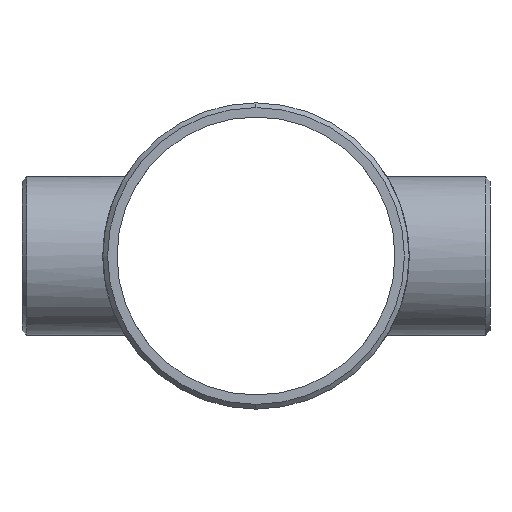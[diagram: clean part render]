
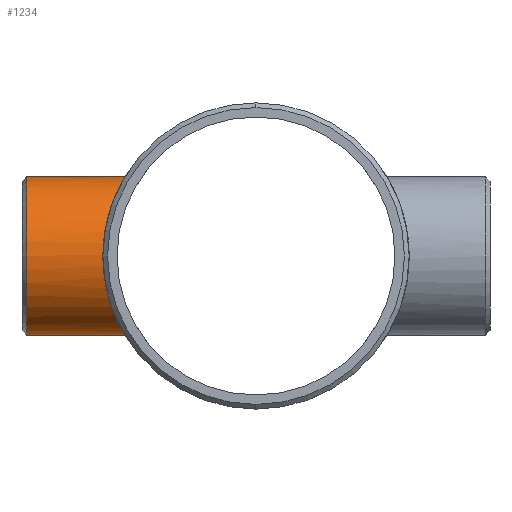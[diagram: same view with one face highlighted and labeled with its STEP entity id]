
A CAD part, left-side view. The second image highlights one B-rep face of the part: STEP entity #1234.
In plain terms, the highlighted cylindrical face has radius 36.576 mm (diameter 73.152 mm), a partial arc.
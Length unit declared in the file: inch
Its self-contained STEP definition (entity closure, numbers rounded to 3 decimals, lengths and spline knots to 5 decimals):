
#22 = CARTESIAN_POINT ( 'NONE',  ( -0.53554, 2.43916, -1.33692 ) ) ;
#32 = CARTESIAN_POINT ( 'NONE',  ( -0.46876, 2.42505, 1.36239 ) ) ;
#37 = CARTESIAN_POINT ( 'NONE',  ( -1.36164, 2.74174, 0.46916 ) ) ;
#44 = CARTESIAN_POINT ( 'NONE',  ( -1.16733, 2.65059, 0.8435 ) ) ;
#45 = FACE_OUTER_BOUND ( 'NONE', #864, .T. ) ;
#50 = CARTESIAN_POINT ( 'NONE',  ( -1.04908, 2.60054, 0.9875 ) ) ;
#56 = CARTESIAN_POINT ( 'NONE',  ( -1.43703, 2.77996, 0.09559 ) ) ;
#74 = AXIS2_PLACEMENT_3D ( 'NONE', #955, #297, #499 ) ;
#82 = ORIENTED_EDGE ( 'NONE', *, *, #264, .T. ) ;
#105 = B_SPLINE_CURVE_WITH_KNOTS ( 'NONE', 3,
 ( #982, #794, #1170, #1187, #891, #393, #194, #596, #22, #310, #602, #994, #122, #407, #800, #1191, #807, #236, #711, #1094, #144, #617, #220, #130, #930, #902, #523, #157, #539, #917, #1201, #1021, #625, #56, #1003, #1016, #136, #328, #321, #339, #37, #912, #1009, #834, #333, #1114, #44, #418, #241, #438, #50, #716, #316, #509, #412, #1102, #1123, #227, #32, #517, #424, #723, #1196, #820, #1208, #247 ),
 .UNSPECIFIED., .F., .F.,
 ( 4, 2, 2, 2, 2, 2, 2, 2, 2, 2, 2, 2, 2, 2, 2, 2, 2, 2, 2, 2, 2, 2, 2, 2, 2, 2, 2, 2, 2, 2, 2, 2, 4 ),
 ( 0., 0.00728, 0.01092, 0.01274, 0.01456, 0.02184, 0.02366, 0.02548, 0.02912, 0.03276, 0.0364, 0.04369, 0.04733, 0.04915, 0.05097, 0.05825, 0.06007, 0.06189, 0.06553, 0.06917, 0.07099, 0.07281, 0.08009, 0.08191, 0.08373, 0.08737, 0.09465, 0.09829, 0.10193, 0.10557, 0.10739, 0.10921, 0.11649 ),
 .UNSPECIFIED. ) ;
#122 = CARTESIAN_POINT ( 'NONE',  ( -0.84174, 2.52416, -1.16859 ) ) ;
#130 = CARTESIAN_POINT ( 'NONE',  ( -1.34571, 2.73383, -0.51466 ) ) ;
#136 = CARTESIAN_POINT ( 'NONE',  ( -1.42085, 2.77162, 0.23887 ) ) ;
#144 = CARTESIAN_POINT ( 'NONE',  ( -1.16867, 2.65111, -0.84261 ) ) ;
#157 = CARTESIAN_POINT ( 'NONE',  ( -1.40139, 2.76171, -0.33208 ) ) ;
#160 = DIRECTION ( 'NONE',  ( 0., -1., 0. ) ) ;
#194 = CARTESIAN_POINT ( 'NONE',  ( -0.46904, 2.42542, -1.36168 ) ) ;
#198 = CARTESIAN_POINT ( 'NONE',  ( 0., 4.25, -1.44 ) ) ;
#210 = DIRECTION ( 'NONE',  ( 0., -1., 0. ) ) ;
#220 = CARTESIAN_POINT ( 'NONE',  ( -1.29115, 2.70725, -0.64447 ) ) ;
#227 = CARTESIAN_POINT ( 'NONE',  ( -0.51289, 2.43402, 1.34637 ) ) ;
#236 = CARTESIAN_POINT ( 'NONE',  ( -1.05032, 2.60104, -0.98618 ) ) ;
#241 = CARTESIAN_POINT ( 'NONE',  ( -1.1248, 2.63214, 0.89943 ) ) ;
#247 = CARTESIAN_POINT ( 'NONE',  ( 0., 2.37974, 1.44 ) ) ;
#264 = EDGE_CURVE ( 'NONE', #504, #687, #385, .T. ) ;
#297 = DIRECTION ( 'NONE',  ( 0., -1., 0. ) ) ;
#310 = CARTESIAN_POINT ( 'NONE',  ( -0.64383, 2.46385, -1.29148 ) ) ;
#316 = CARTESIAN_POINT ( 'NONE',  ( -0.87969, 2.53605, 1.14391 ) ) ;
#321 = CARTESIAN_POINT ( 'NONE',  ( -1.39023, 2.75604, 0.37832 ) ) ;
#326 = EDGE_CURVE ( 'NONE', #687, #941, #105, .T. ) ;
#328 = CARTESIAN_POINT ( 'NONE',  ( -1.40196, 2.76199, 0.33223 ) ) ;
#333 = CARTESIAN_POINT ( 'NONE',  ( -1.24609, 2.68584, 0.72771 ) ) ;
#339 = CARTESIAN_POINT ( 'NONE',  ( -1.36921, 2.74552, 0.44656 ) ) ;
#366 = CARTESIAN_POINT ( 'NONE',  ( 0., 2.37974, 1.44 ) ) ;
#385 = LINE ( 'NONE', #198, #462 ) ;
#393 = CARTESIAN_POINT ( 'NONE',  ( -0.4464, 2.42114, -1.36927 ) ) ;
#404 = CARTESIAN_POINT ( 'NONE',  ( 0., 4.164, 1.44 ) ) ;
#407 = CARTESIAN_POINT ( 'NONE',  ( -0.87908, 2.53685, -1.14077 ) ) ;
#412 = CARTESIAN_POINT ( 'NONE',  ( -0.72298, 2.48682, 1.24622 ) ) ;
#418 = CARTESIAN_POINT ( 'NONE',  ( -1.1393, 2.63837, 0.88099 ) ) ;
#424 = CARTESIAN_POINT ( 'NONE',  ( -0.37792, 2.40945, 1.38973 ) ) ;
#425 = CARTESIAN_POINT ( 'NONE',  ( 0., 4.25, 0. ) ) ;
#438 = CARTESIAN_POINT ( 'NONE',  ( -1.08027, 2.61331, 0.9533 ) ) ;
#462 = VECTOR ( 'NONE', #210, 39.37008 ) ;
#499 = DIRECTION ( 'NONE',  ( 0., 0., 1. ) ) ;
#504 = VERTEX_POINT ( 'NONE', #592 ) ;
#509 = CARTESIAN_POINT ( 'NONE',  ( -0.76298, 2.49878, 1.22215 ) ) ;
#517 = CARTESIAN_POINT ( 'NONE',  ( -0.40084, 2.41316, 1.38329 ) ) ;
#523 = CARTESIAN_POINT ( 'NONE',  ( -1.38958, 2.75573, -0.37849 ) ) ;
#538 = AXIS2_PLACEMENT_3D ( 'NONE', #425, #1202, #1219 ) ;
#539 = CARTESIAN_POINT ( 'NONE',  ( -1.4067, 2.76441, -0.30879 ) ) ;
#592 = CARTESIAN_POINT ( 'NONE',  ( 0., 4.164, -1.44 ) ) ;
#596 = CARTESIAN_POINT ( 'NONE',  ( -0.51358, 2.43443, -1.34551 ) ) ;
#602 = CARTESIAN_POINT ( 'NONE',  ( -0.72572, 2.48685, -1.24726 ) ) ;
#617 = CARTESIAN_POINT ( 'NONE',  ( -1.24688, 2.6862, -0.72637 ) ) ;
#625 = CARTESIAN_POINT ( 'NONE',  ( -1.43943, 2.78121, 0.04717 ) ) ;
#687 = VERTEX_POINT ( 'NONE', #1165 ) ;
#697 = ORIENTED_EDGE ( 'NONE', *, *, #1099, .T. ) ;
#711 = CARTESIAN_POINT ( 'NONE',  ( -1.08141, 2.61379, -0.952 ) ) ;
#716 = CARTESIAN_POINT ( 'NONE',  ( -0.951, 2.56202, 1.08523 ) ) ;
#723 = CARTESIAN_POINT ( 'NONE',  ( -0.33147, 2.4026, 1.40154 ) ) ;
#794 = CARTESIAN_POINT ( 'NONE',  ( -0.0971, 2.37974, -1.44 ) ) ;
#800 = CARTESIAN_POINT ( 'NONE',  ( -0.89734, 2.54324, -1.12646 ) ) ;
#807 = CARTESIAN_POINT ( 'NONE',  ( -0.98508, 2.57539, -1.05136 ) ) ;
#814 = CYLINDRICAL_SURFACE ( 'NONE', #538, 1.44 ) ;
#820 = CARTESIAN_POINT ( 'NONE',  ( -0.19049, 2.38552, 1.43056 ) ) ;
#834 = CARTESIAN_POINT ( 'NONE',  ( -1.29069, 2.70703, 0.64553 ) ) ;
#864 = EDGE_LOOP ( 'NONE', ( #1011, #697, #82, #913 ) ) ;
#865 = CIRCLE ( 'NONE', #74, 1.44 ) ;
#891 = CARTESIAN_POINT ( 'NONE',  ( -0.37796, 2.40914, -1.39033 ) ) ;
#902 = CARTESIAN_POINT ( 'NONE',  ( -1.38305, 2.75244, -0.40168 ) ) ;
#912 = CARTESIAN_POINT ( 'NONE',  ( -1.34533, 2.73368, 0.51407 ) ) ;
#913 = ORIENTED_EDGE ( 'NONE', *, *, #326, .T. ) ;
#917 = CARTESIAN_POINT ( 'NONE',  ( -1.43034, 2.77646, -0.19193 ) ) ;
#930 = CARTESIAN_POINT ( 'NONE',  ( -1.3619, 2.74186, -0.47022 ) ) ;
#941 = VERTEX_POINT ( 'NONE', #366 ) ;
#955 = CARTESIAN_POINT ( 'NONE',  ( 0., 4.164, 0. ) ) ;
#982 = CARTESIAN_POINT ( 'NONE',  ( 0., 2.37974, -1.44 ) ) ;
#994 = CARTESIAN_POINT ( 'NONE',  ( -0.82262, 2.51784, -1.18213 ) ) ;
#1003 = CARTESIAN_POINT ( 'NONE',  ( -1.43521, 2.77902, 0.11974 ) ) ;
#1009 = CARTESIAN_POINT ( 'NONE',  ( -1.33662, 2.7294, 0.53629 ) ) ;
#1011 = ORIENTED_EDGE ( 'NONE', *, *, #1182, .F. ) ;
#1013 = LINE ( 'NONE', #1228, #1089 ) ;
#1016 = CARTESIAN_POINT ( 'NONE',  ( -1.42801, 2.77531, 0.19159 ) ) ;
#1021 = CARTESIAN_POINT ( 'NONE',  ( -1.44002, 2.78151, 0.02305 ) ) ;
#1089 = VECTOR ( 'NONE', #160, 39.37008 ) ;
#1094 = CARTESIAN_POINT ( 'NONE',  ( -1.14053, 2.63879, -0.88032 ) ) ;
#1099 = EDGE_CURVE ( 'NONE', #1130, #504, #865, .T. ) ;
#1102 = CARTESIAN_POINT ( 'NONE',  ( -0.64103, 2.46425, 1.29029 ) ) ;
#1114 = CARTESIAN_POINT ( 'NONE',  ( -1.18085, 2.65658, 0.82446 ) ) ;
#1123 = CARTESIAN_POINT ( 'NONE',  ( -0.59902, 2.45361, 1.31032 ) ) ;
#1130 = VERTEX_POINT ( 'NONE', #404 ) ;
#1165 = CARTESIAN_POINT ( 'NONE',  ( 0., 2.37974, -1.44 ) ) ;
#1170 = CARTESIAN_POINT ( 'NONE',  ( -0.19214, 2.38569, -1.43028 ) ) ;
#1182 = EDGE_CURVE ( 'NONE', #1130, #941, #1013, .T. ) ;
#1187 = CARTESIAN_POINT ( 'NONE',  ( -0.33186, 2.40232, -1.40204 ) ) ;
#1191 = CARTESIAN_POINT ( 'NONE',  ( -0.95093, 2.56248, -1.08235 ) ) ;
#1196 = CARTESIAN_POINT ( 'NONE',  ( -0.30795, 2.39946, 1.40689 ) ) ;
#1201 = CARTESIAN_POINT ( 'NONE',  ( -1.43993, 2.78147, -0.09714 ) ) ;
#1202 = DIRECTION ( 'NONE',  ( 0., -1., 0. ) ) ;
#1208 = CARTESIAN_POINT ( 'NONE',  ( -0.09567, 2.37974, 1.44 ) ) ;
#1219 = DIRECTION ( 'NONE',  ( 0., 0., -1. ) ) ;
#1228 = CARTESIAN_POINT ( 'NONE',  ( 0., 4.25, 1.44 ) ) ;
#1234 = ADVANCED_FACE ( 'NONE', ( #45 ), #814, .T. ) ;
